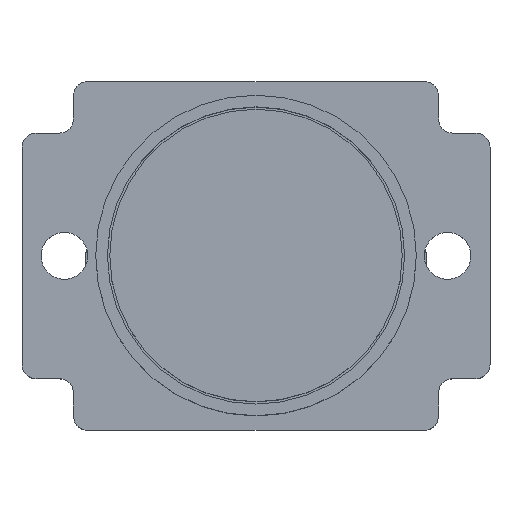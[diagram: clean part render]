
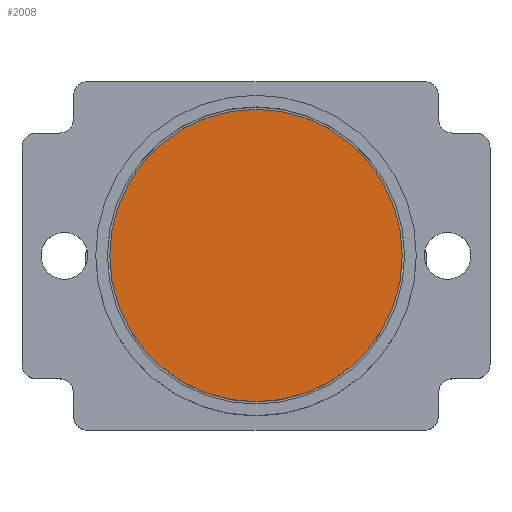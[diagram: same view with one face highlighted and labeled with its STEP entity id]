
A CAD part, top view. The second image highlights one B-rep face of the part: STEP entity #2008.
In plain terms, the highlighted planar face has unit normal (0, 0, 1).
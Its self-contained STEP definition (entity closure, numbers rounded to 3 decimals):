
#69 = CARTESIAN_POINT ( 'NONE',  ( -12.5, 0., 15.1 ) ) ;
#346 = VERTEX_POINT ( 'NONE', #69 ) ;
#376 = CARTESIAN_POINT ( 'NONE',  ( 0., 0., 15.1 ) ) ;
#590 = AXIS2_PLACEMENT_3D ( 'NONE', #376, #932, #2680 ) ;
#887 = ORIENTED_EDGE ( 'NONE', *, *, #3144, .T. ) ;
#932 = DIRECTION ( 'NONE',  ( 0., 0., 1. ) ) ;
#1000 = PLANE ( 'NONE',  #590 ) ;
#1180 = CIRCLE ( 'NONE', #3824, 12.5 ) ;
#1206 = CARTESIAN_POINT ( 'NONE',  ( 12.5, 0., 15.1 ) ) ;
#1413 = ORIENTED_EDGE ( 'NONE', *, *, #3452, .T. ) ;
#1525 = DIRECTION ( 'NONE',  ( 1., 0., 0. ) ) ;
#1723 = FACE_OUTER_BOUND ( 'NONE', #3716, .T. ) ;
#1868 = DIRECTION ( 'NONE',  ( 1., 0., 0. ) ) ;
#1898 = VERTEX_POINT ( 'NONE', #1206 ) ;
#2008 = ADVANCED_FACE ( 'NONE', ( #1723 ), #1000, .T. ) ;
#2219 = DIRECTION ( 'NONE',  ( 0., 0., 1. ) ) ;
#2549 = CARTESIAN_POINT ( 'NONE',  ( 0., 0., 15.1 ) ) ;
#2680 = DIRECTION ( 'NONE',  ( 1., 0., 0. ) ) ;
#3144 = EDGE_CURVE ( 'NONE', #346, #1898, #1180, .T. ) ;
#3186 = DIRECTION ( 'NONE',  ( 0., 0., 1. ) ) ;
#3452 = EDGE_CURVE ( 'NONE', #1898, #346, #3537, .T. ) ;
#3537 = CIRCLE ( 'NONE', #4299, 12.5 ) ;
#3716 = EDGE_LOOP ( 'NONE', ( #887, #1413 ) ) ;
#3824 = AXIS2_PLACEMENT_3D ( 'NONE', #4196, #3186, #1525 ) ;
#4196 = CARTESIAN_POINT ( 'NONE',  ( 0., 0., 15.1 ) ) ;
#4299 = AXIS2_PLACEMENT_3D ( 'NONE', #2549, #2219, #1868 ) ;
